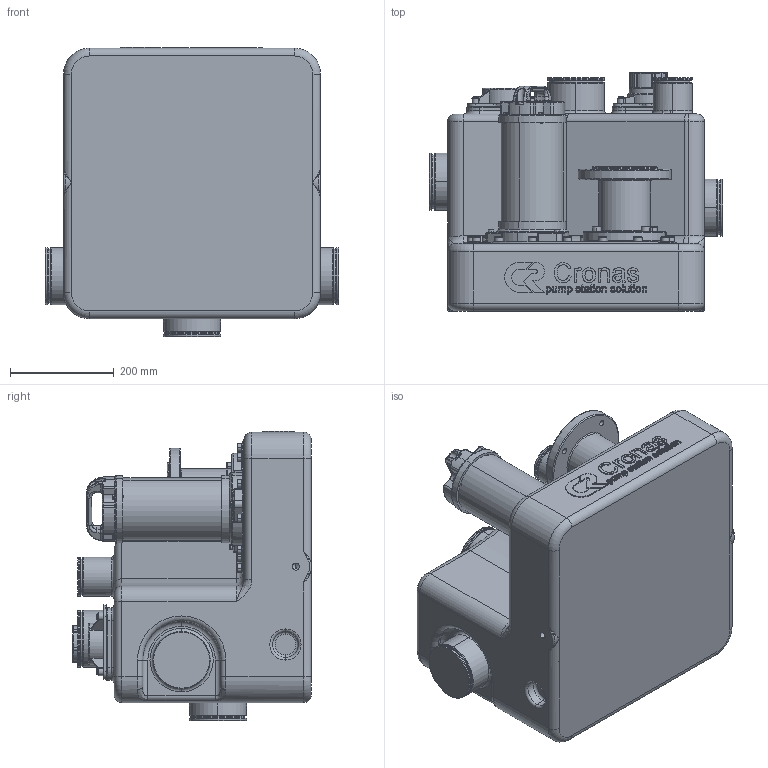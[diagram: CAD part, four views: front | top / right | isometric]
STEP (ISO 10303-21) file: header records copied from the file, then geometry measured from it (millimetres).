
FILE_DESCRIPTION (( 'STEP AP203' ), '1' );
FILE_NAME ('DPX-50.00.00.00_Ñòàíöèÿ íàñîñíàÿ êàíàëèçàöèîííàÿ.STEP', '2024-05-07T15:31:22', ( '' ), ( '' ), 'SwSTEP 2.0', 'SolidWorks 2023', '' );
FILE_SCHEMA (( 'CONFIG_CONTROL_DESIGN' ));
Length unit declared in the file: millimetre
Products named in the file (13): DPX-50.00.00.03_Труба_00; DPX-50.00.00.00_Станция насосная канализационная; DPX-75.00.00.06_Датчик_DPX-75.00.00.06_Датчик; ГОСТ Р ИСО 4762-2012_Винт с цилиндрической головкой и шестигранным углублением под ключ ГОСТ Р ИСО 4762 - M6x20; ГОСТ Р ИСО 4762-2012_Винт с цилиндрической головкой и шестигранным углублением под ключ ГОСТ Р ИСО 4762 - M6x10; DPX-75.00.00.06_Датчик_DPX-75.00.00.07_Заглушка; DPX-50.00.00.04_Насос_00; ГОСТ Р ИСО 4762-2012_Винт с цилиндрической головкой и шестигранным углублением под ключ ГОСТ Р ИСО 4762 - M10x20; ГОСТ Р ИСО 4762-2012_Винт с цилиндрической головкой и шестигранным углублением под ключ ГОСТ Р ИСО 4762 - M10x30; ГОСТ Р ИСО 7045-2013_Винт со скругленной головкой ГОСТ Р ИСО 7045 - 6x30 - H; ГОСТ Р ИСО 4762-2012_Винт с цилиндрической головкой и шестигранным углублением под ключ ГОСТ Р ИСО 4762 - M5x8; DPX-50.00.00.02_Плита монтажная_00; DPX-50.00.00.01_Бак_00
Assembly tree (42 placements, depth 2):
  DPX-50.00.00.00_Станция насосная канализационная
    DPX-50.00.00.01_Бак_00
    DPX-50.00.00.02_Плита монтажная_00
    DPX-50.00.00.03_Труба_00
    DPX-50.00.00.04_Насос_00
    DPX-75.00.00.06_Датчик_DPX-75.00.00.07_Заглушка
    ГОСТ Р ИСО 4762-2012_Винт с цилиндрической головкой и шестигранным углублением под ключ ГОСТ Р ИСО 4762 - M10x20  x15
    ГОСТ Р ИСО 4762-2012_Винт с цилиндрической головкой и шестигранным углублением под ключ ГОСТ Р ИСО 4762 - M6x20  x3
    ГОСТ Р ИСО 4762-2012_Винт с цилиндрической головкой и шестигранным углублением под ключ ГОСТ Р ИСО 4762 - M5x8  x4
    ГОСТ Р ИСО 4762-2012_Винт с цилиндрической головкой и шестигранным углублением под ключ ГОСТ Р ИСО 4762 - M6x10  x2
    ГОСТ Р ИСО 7045-2013_Винт со скругленной головкой ГОСТ Р ИСО 7045 - 6x30 - H  x8
    DPX-75.00.00.06_Датчик_DPX-75.00.00.06_Датчик
    ГОСТ Р ИСО 4762-2012_Винт с цилиндрической головкой и шестигранным углублением под ключ ГОСТ Р ИСО 4762 - M10x30  x4
Bounding box: 565 x 460 x 558 mm (x, y, z)
Volume: 8546386.3 mm3; surface area: 2942428.4 mm2
Topology: 42 solids, 43 shells, 2588 faces, 6264 edges, 3744 vertices
Faces by surface type: cylinder 717, plane 709, torus 524, bspline 310, cone 298, sphere 30
Entity records: 75834 total; most frequent: CARTESIAN_POINT 31575, ORIENTED_EDGE 8796, DIRECTION 8724, EDGE_CURVE 4398, AXIS2_PLACEMENT_3D 3481, VERTEX_POINT 2705, EDGE_LOOP 2087, CIRCLE 1890
